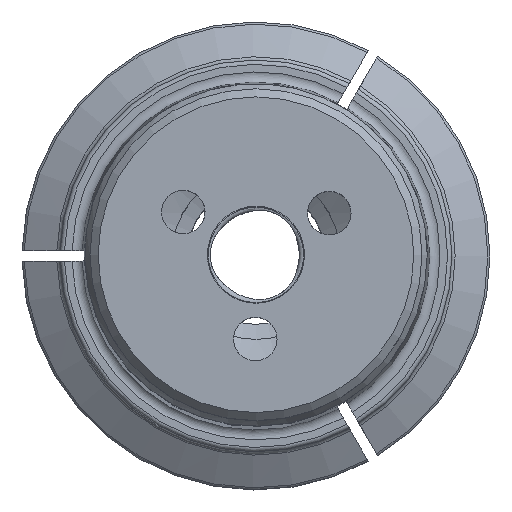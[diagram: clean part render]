
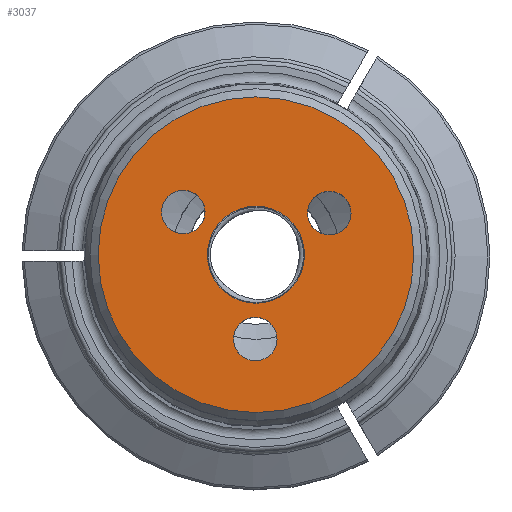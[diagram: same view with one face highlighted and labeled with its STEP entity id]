
A CAD part, top view. The second image highlights one B-rep face of the part: STEP entity #3037.
In plain terms, the highlighted planar face has unit normal (0, 0, 1).
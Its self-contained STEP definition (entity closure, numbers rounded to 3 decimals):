
#141=PLANE('',#3244);
#587=ORIENTED_EDGE('',*,*,#1153,.F.);
#588=ORIENTED_EDGE('',*,*,#1157,.F.);
#589=ORIENTED_EDGE('',*,*,#1139,.T.);
#590=ORIENTED_EDGE('',*,*,#1100,.T.);
#591=ORIENTED_EDGE('',*,*,#1061,.T.);
#1061=EDGE_CURVE('',#1372,#1372,#1585,.T.);
#1100=EDGE_CURVE('',#1399,#1399,#1605,.T.);
#1139=EDGE_CURVE('',#1426,#1426,#1625,.T.);
#1153=EDGE_CURVE('',#1434,#1434,#1636,.T.);
#1157=EDGE_CURVE('',#1438,#1438,#1640,.T.);
#1372=VERTEX_POINT('',#4178);
#1399=VERTEX_POINT('',#4276);
#1426=VERTEX_POINT('',#4374);
#1434=VERTEX_POINT('',#4422);
#1438=VERTEX_POINT('',#4432);
#1585=CIRCLE('',#3149,2.);
#1605=CIRCLE('',#3182,2.);
#1625=CIRCLE('',#3215,2.);
#1636=CIRCLE('',#3233,4.459);
#1640=CIRCLE('',#3239,14.5);
#1784=EDGE_LOOP('',(#587));
#1785=EDGE_LOOP('',(#588));
#1786=EDGE_LOOP('',(#589));
#1787=EDGE_LOOP('',(#590));
#1788=EDGE_LOOP('',(#591));
#1954=FACE_BOUND('',#1784,.T.);
#1955=FACE_BOUND('',#1785,.T.);
#1956=FACE_BOUND('',#1786,.T.);
#1957=FACE_BOUND('',#1787,.T.);
#1958=FACE_BOUND('',#1788,.T.);
#3037=ADVANCED_FACE('',(#1954,#1955,#1956,#1957,#1958),#141,.F.);
#3149=AXIS2_PLACEMENT_3D('',#4177,#3481,#3482);
#3182=AXIS2_PLACEMENT_3D('',#4275,#3565,#3566);
#3215=AXIS2_PLACEMENT_3D('',#4373,#3649,#3650);
#3233=AXIS2_PLACEMENT_3D('',#4421,#3687,#3688);
#3239=AXIS2_PLACEMENT_3D('',#4431,#3699,#3700);
#3244=AXIS2_PLACEMENT_3D('',#4439,#3709,#3710);
#3481=DIRECTION('',(0.,0.,-1.));
#3482=DIRECTION('',(-1.,0.,0.));
#3565=DIRECTION('',(0.,0.,-1.));
#3566=DIRECTION('',(-1.,0.,0.));
#3649=DIRECTION('',(0.,0.,-1.));
#3650=DIRECTION('',(-1.,0.,0.));
#3687=DIRECTION('',(0.,0.,1.));
#3688=DIRECTION('',(0.,-1.,0.));
#3699=DIRECTION('',(0.,0.,-1.));
#3700=DIRECTION('',(-1.,0.,0.));
#3709=DIRECTION('',(0.,0.,-1.));
#3710=DIRECTION('',(-1.,0.,0.));
#4177=CARTESIAN_POINT('',(-0.058,-7.75,70.));
#4178=CARTESIAN_POINT('',(-2.058,-7.75,70.));
#4275=CARTESIAN_POINT('',(-6.682,3.925,70.));
#4276=CARTESIAN_POINT('',(-8.682,3.925,70.));
#4373=CARTESIAN_POINT('',(6.741,3.824,70.));
#4374=CARTESIAN_POINT('',(4.741,3.824,70.));
#4421=CARTESIAN_POINT('',(0.,0.,70.));
#4422=CARTESIAN_POINT('',(0.,-4.459,70.));
#4431=CARTESIAN_POINT('',(0.,0.,70.));
#4432=CARTESIAN_POINT('',(-14.5,0.,70.));
#4439=CARTESIAN_POINT('',(15.25,0.,70.));
